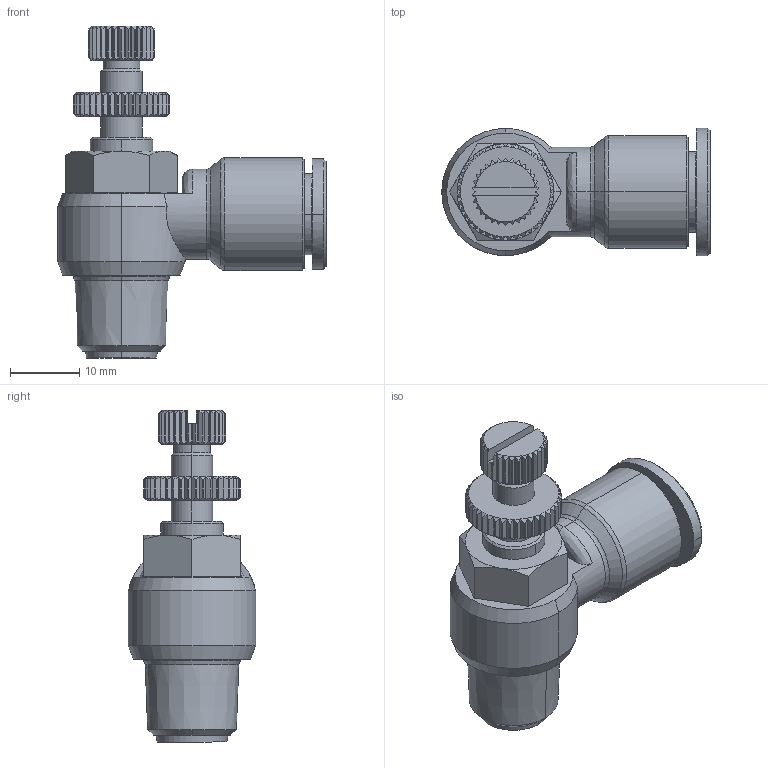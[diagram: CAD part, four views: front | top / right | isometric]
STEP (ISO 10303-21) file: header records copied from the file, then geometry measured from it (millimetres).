
FILE_DESCRIPTION (( 'STEP AP214' ), '1' );
FILE_NAME ('NSE10-02IN.STEP', '2015-10-27T11:25:32', ( '' ), ( '' ), 'SwSTEP 2.0', 'SolidWorks 2015', '' );
FILE_SCHEMA (( 'AUTOMOTIVE_DESIGN' ));
Length unit declared in the file: millimetre
Products named in the file (2): NSE10-02IN; ｦ+ﾃｦ1
Assembly tree (1 placements, depth 2):
  NSE10-02IN
    ｦ+ﾃｦ1
Bounding box: 38.8 x 18.5 x 48 mm (x, y, z)
Volume: 9135.3 mm3; surface area: 5051.7 mm2
Topology: 1 solids, 1 shells, 806 faces, 2151 edges, 1371 vertices
Faces by surface type: plane 543, cylinder 132, cone 116, bspline 13, torus 2
Entity records: 27271 total; most frequent: CARTESIAN_POINT 7190, ORIENTED_EDGE 4302, DIRECTION 3680, EDGE_CURVE 2151, VECTOR 1432, LINE 1432, VERTEX_POINT 1371, AXIS2_PLACEMENT_3D 1124
